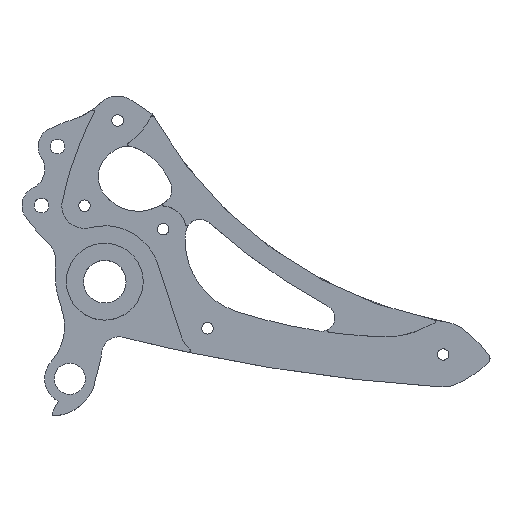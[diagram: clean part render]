
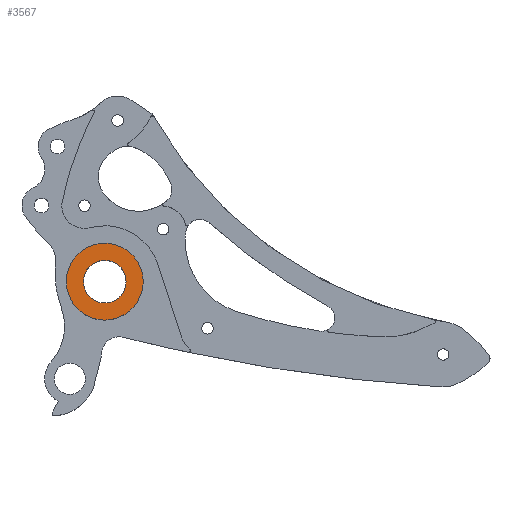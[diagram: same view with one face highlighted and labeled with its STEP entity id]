
A CAD part, top view. The second image highlights one B-rep face of the part: STEP entity #3567.
In plain terms, the highlighted planar face has unit normal (0, 0, 1).
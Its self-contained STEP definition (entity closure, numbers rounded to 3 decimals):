
#20 = CARTESIAN_POINT ( 'NONE',  ( 0., 0., 16.5 ) ) ;
#214 = EDGE_CURVE ( 'NONE', #450, #3488, #1350, .T. ) ;
#240 = CARTESIAN_POINT ( 'NONE',  ( 0., 0., 16.5 ) ) ;
#301 = DIRECTION ( 'NONE',  ( 1., 0., 0. ) ) ;
#322 = VERTEX_POINT ( 'NONE', #942 ) ;
#351 = CARTESIAN_POINT ( 'NONE',  ( 0., 0., 16.5 ) ) ;
#450 = VERTEX_POINT ( 'NONE', #2870 ) ;
#514 = DIRECTION ( 'NONE',  ( 0., 0., 1. ) ) ;
#686 = AXIS2_PLACEMENT_3D ( 'NONE', #351, #1988, #1760 ) ;
#864 = EDGE_CURVE ( 'NONE', #3488, #450, #1818, .T. ) ;
#942 = CARTESIAN_POINT ( 'NONE',  ( -11., 0., 16.5 ) ) ;
#996 = CARTESIAN_POINT ( 'NONE',  ( 0., 0., 16.5 ) ) ;
#1205 = EDGE_LOOP ( 'NONE', ( #2561, #1703 ) ) ;
#1332 = CARTESIAN_POINT ( 'NONE',  ( 11., 0., 16.5 ) ) ;
#1350 = CIRCLE ( 'NONE', #3057, 6.1 ) ;
#1444 = EDGE_CURVE ( 'NONE', #322, #3114, #1707, .T. ) ;
#1511 = EDGE_LOOP ( 'NONE', ( #3336, #1897 ) ) ;
#1556 = PLANE ( 'NONE',  #3493 ) ;
#1648 = AXIS2_PLACEMENT_3D ( 'NONE', #20, #1966, #301 ) ;
#1703 = ORIENTED_EDGE ( 'NONE', *, *, #864, .F. ) ;
#1707 = CIRCLE ( 'NONE', #686, 11. ) ;
#1760 = DIRECTION ( 'NONE',  ( 1., 0., 0. ) ) ;
#1818 = CIRCLE ( 'NONE', #2664, 6.1 ) ;
#1837 = DIRECTION ( 'NONE',  ( 1., 0., 0. ) ) ;
#1897 = ORIENTED_EDGE ( 'NONE', *, *, #3283, .T. ) ;
#1966 = DIRECTION ( 'NONE',  ( 0., 0., 1. ) ) ;
#1975 = FACE_OUTER_BOUND ( 'NONE', #1511, .T. ) ;
#1988 = DIRECTION ( 'NONE',  ( 0., 0., 1. ) ) ;
#2512 = DIRECTION ( 'NONE',  ( 1., 0., 0. ) ) ;
#2561 = ORIENTED_EDGE ( 'NONE', *, *, #214, .F. ) ;
#2661 = CARTESIAN_POINT ( 'NONE',  ( 6.1, 0., 16.5 ) ) ;
#2664 = AXIS2_PLACEMENT_3D ( 'NONE', #2879, #3165, #3463 ) ;
#2838 = FACE_BOUND ( 'NONE', #1205, .T. ) ;
#2870 = CARTESIAN_POINT ( 'NONE',  ( -6.1, 0., 16.5 ) ) ;
#2879 = CARTESIAN_POINT ( 'NONE',  ( 0., 0., 16.5 ) ) ;
#3057 = AXIS2_PLACEMENT_3D ( 'NONE', #240, #514, #2512 ) ;
#3114 = VERTEX_POINT ( 'NONE', #1332 ) ;
#3165 = DIRECTION ( 'NONE',  ( 0., 0., 1. ) ) ;
#3283 = EDGE_CURVE ( 'NONE', #3114, #322, #3652, .T. ) ;
#3336 = ORIENTED_EDGE ( 'NONE', *, *, #1444, .T. ) ;
#3463 = DIRECTION ( 'NONE',  ( 1., 0., 0. ) ) ;
#3488 = VERTEX_POINT ( 'NONE', #2661 ) ;
#3493 = AXIS2_PLACEMENT_3D ( 'NONE', #996, #3560, #1837 ) ;
#3560 = DIRECTION ( 'NONE',  ( 0., 0., 1. ) ) ;
#3567 = ADVANCED_FACE ( 'NONE', ( #1975, #2838 ), #1556, .T. ) ;
#3652 = CIRCLE ( 'NONE', #1648, 11. ) ;
